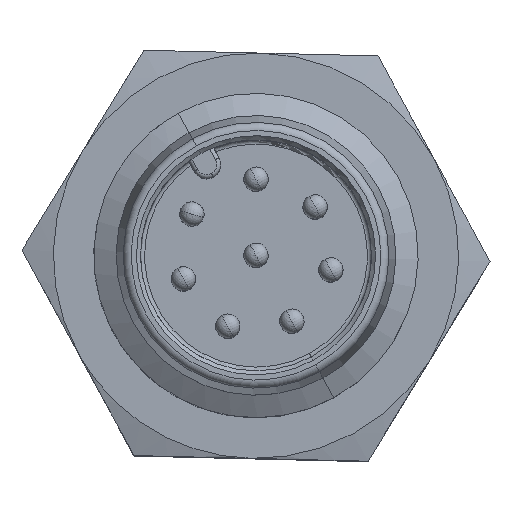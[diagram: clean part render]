
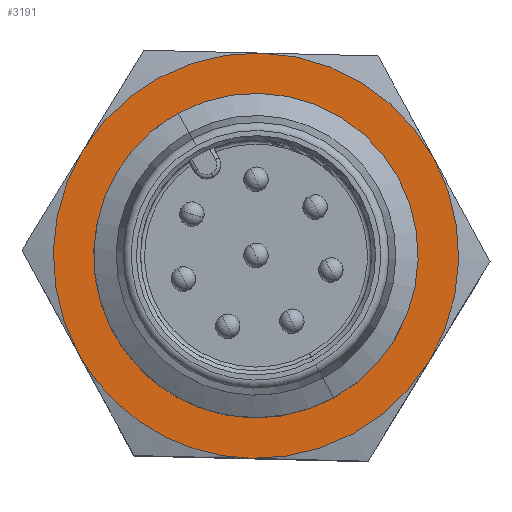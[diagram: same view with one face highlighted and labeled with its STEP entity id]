
A CAD part, top view. The second image highlights one B-rep face of the part: STEP entity #3191.
In plain terms, the highlighted planar face has unit normal (0, 0, 1).
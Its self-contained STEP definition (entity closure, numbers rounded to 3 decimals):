
#3068=AXIS2_PLACEMENT_3D('Circle Axis2P3D',#3066,#3067,$) ;
#3099=AXIS2_PLACEMENT_3D('Circle Axis2P3D',#3097,#3098,$) ;
#3129=AXIS2_PLACEMENT_3D('Plane Axis2P3D',#3126,#3127,#3128) ;
#3133=AXIS2_PLACEMENT_3D('Circle Axis2P3D',#3131,#3132,$) ;
#3142=AXIS2_PLACEMENT_3D('Circle Axis2P3D',#3140,#3141,$) ;
#3149=AXIS2_PLACEMENT_3D('Circle Axis2P3D',#3147,#3148,$) ;
#3169=AXIS2_PLACEMENT_3D('Circle Axis2P3D',#3167,#3168,$) ;
#3176=AXIS2_PLACEMENT_3D('Circle Axis2P3D',#3174,#3175,$) ;
#3063=CARTESIAN_POINT('Vertex',(7.687,1.557,14.5)) ;
#3066=CARTESIAN_POINT('Axis2P3D Location',(5.772,5.069,14.5)) ;
#3070=CARTESIAN_POINT('Vertex',(3.856,8.58,14.5)) ;
#3097=CARTESIAN_POINT('Axis2P3D Location',(5.772,5.069,14.5)) ;
#3126=CARTESIAN_POINT('Axis2P3D Location',(5.772,5.069,14.5)) ;
#3131=CARTESIAN_POINT('Axis2P3D Location',(5.772,5.069,14.5)) ;
#3135=CARTESIAN_POINT('Vertex',(10.161,7.463,14.5)) ;
#3137=CARTESIAN_POINT('Vertex',(5.893,10.067,14.5)) ;
#3140=CARTESIAN_POINT('Axis2P3D Location',(5.772,5.069,14.5)) ;
#3144=CARTESIAN_POINT('Vertex',(1.504,7.673,14.5)) ;
#3147=CARTESIAN_POINT('Axis2P3D Location',(5.772,5.069,14.5)) ;
#3151=CARTESIAN_POINT('Vertex',(1.382,2.674,14.5)) ;
#3155=CARTESIAN_POINT('Control Point',(5.651,0.07,14.5)) ;
#3156=CARTESIAN_POINT('Control Point',(5.103,0.083,14.5)) ;
#3157=CARTESIAN_POINT('Control Point',(4.557,0.172,14.5)) ;
#3158=CARTESIAN_POINT('Control Point',(4.027,0.334,14.5)) ;
#3159=CARTESIAN_POINT('Control Point',(3.069,0.781,14.5)) ;
#3160=CARTESIAN_POINT('Control Point',(2.259,1.458,14.5)) ;
#3161=CARTESIAN_POINT('Control Point',(1.915,1.827,14.5)) ;
#3162=CARTESIAN_POINT('Control Point',(1.621,2.236,14.5)) ;
#3163=CARTESIAN_POINT('Control Point',(1.382,2.674,14.5)) ;
#3164=CARTESIAN_POINT('Vertex',(5.651,0.07,14.5)) ;
#3167=CARTESIAN_POINT('Axis2P3D Location',(5.772,5.069,14.5)) ;
#3171=CARTESIAN_POINT('Vertex',(10.04,2.464,14.5)) ;
#3174=CARTESIAN_POINT('Axis2P3D Location',(5.772,5.069,14.5)) ;
#3067=DIRECTION('Axis2P3D Direction',(-0.,0.,1.)) ;
#3098=DIRECTION('Axis2P3D Direction',(-0.,0.,1.)) ;
#3127=DIRECTION('Axis2P3D Direction',(0.,-0.,1.)) ;
#3128=DIRECTION('Axis2P3D XDirection',(0.024,1.,0.)) ;
#3132=DIRECTION('Axis2P3D Direction',(0.,-0.,1.)) ;
#3141=DIRECTION('Axis2P3D Direction',(0.,-0.,1.)) ;
#3148=DIRECTION('Axis2P3D Direction',(0.,-0.,1.)) ;
#3168=DIRECTION('Axis2P3D Direction',(0.,-0.,1.)) ;
#3175=DIRECTION('Axis2P3D Direction',(0.,-0.,1.)) ;
#3180=ORIENTED_EDGE('',*,*,#3139,.T.) ;
#3181=ORIENTED_EDGE('',*,*,#3146,.T.) ;
#3182=ORIENTED_EDGE('',*,*,#3153,.T.) ;
#3183=ORIENTED_EDGE('',*,*,#3166,.F.) ;
#3184=ORIENTED_EDGE('',*,*,#3173,.T.) ;
#3185=ORIENTED_EDGE('',*,*,#3178,.T.) ;
#3188=ORIENTED_EDGE('',*,*,#3101,.T.) ;
#3189=ORIENTED_EDGE('',*,*,#3072,.T.) ;
#3190=FACE_BOUND('',#3187,.T.) ;
#3191=ADVANCED_FACE('Hauptkoerper',(#3186,#3190),#3130,.T.) ;
#3154=B_SPLINE_CURVE_WITH_KNOTS('',5,(#3155,#3156,#3157,#3158,#3159,#3160,#3161,#3162,#3163),.UNSPECIFIED.,.F.,.U.,(6,3,6),(0.,3.873,7.405),.UNSPECIFIED.) ;
#3069=CIRCLE('generated circle',#3068,4.) ;
#3100=CIRCLE('generated circle',#3099,4.) ;
#3134=CIRCLE('generated circle',#3133,5.) ;
#3143=CIRCLE('generated circle',#3142,5.) ;
#3150=CIRCLE('generated circle',#3149,5.) ;
#3170=CIRCLE('generated circle',#3169,5.) ;
#3177=CIRCLE('generated circle',#3176,5.) ;
#3072=EDGE_CURVE('',#3071,#3064,#3069,.F.) ;
#3101=EDGE_CURVE('',#3064,#3071,#3100,.F.) ;
#3139=EDGE_CURVE('',#3136,#3138,#3134,.T.) ;
#3146=EDGE_CURVE('',#3138,#3145,#3143,.T.) ;
#3153=EDGE_CURVE('',#3145,#3152,#3150,.T.) ;
#3166=EDGE_CURVE('',#3165,#3152,#3154,.T.) ;
#3173=EDGE_CURVE('',#3165,#3172,#3170,.T.) ;
#3178=EDGE_CURVE('',#3172,#3136,#3177,.T.) ;
#3179=EDGE_LOOP('',(#3180,#3181,#3182,#3183,#3184,#3185)) ;
#3187=EDGE_LOOP('',(#3188,#3189)) ;
#3186=FACE_OUTER_BOUND('',#3179,.T.) ;
#3130=PLANE('',#3129) ;
#3064=VERTEX_POINT('',#3063) ;
#3071=VERTEX_POINT('',#3070) ;
#3136=VERTEX_POINT('',#3135) ;
#3138=VERTEX_POINT('',#3137) ;
#3145=VERTEX_POINT('',#3144) ;
#3152=VERTEX_POINT('',#3151) ;
#3165=VERTEX_POINT('',#3164) ;
#3172=VERTEX_POINT('',#3171) ;
